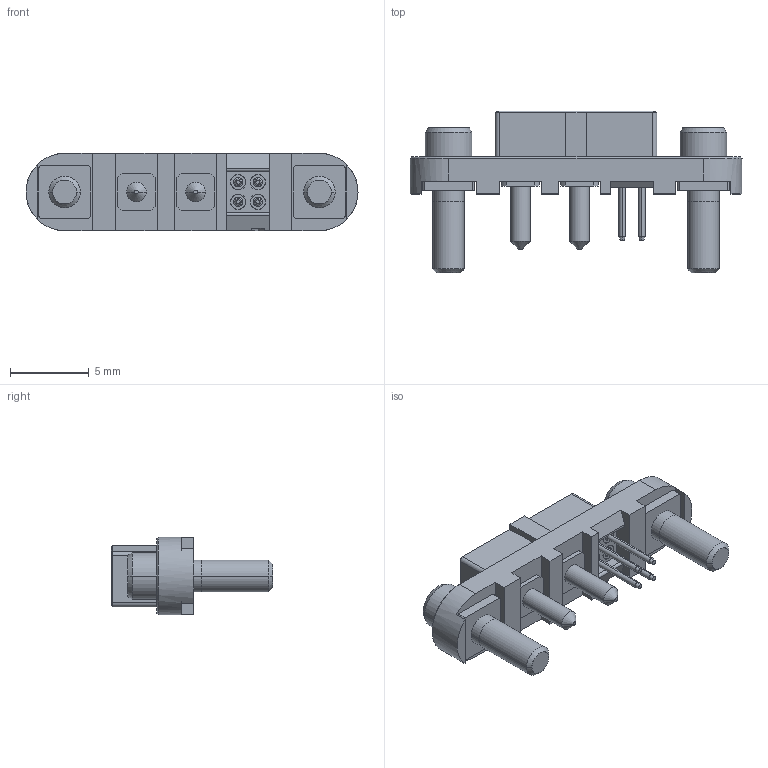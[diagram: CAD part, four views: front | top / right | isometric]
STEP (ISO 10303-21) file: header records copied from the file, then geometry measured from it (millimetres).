
FILE_DESCRIPTION((''),'2;1');
FILE_NAME('G125-FV104F3-02AB000P_ASM','2022-11-02T11:34:02',('rportlock'),(''),'CREO PARAMETRIC BY PTC INC, 2021404','CREO PARAMETRIC BY PTC INC, 2021404','');
FILE_SCHEMA(('CONFIG_CONTROL_DESIGN','SHAPE_APPEARANCE_LAYERS_GROUPS'));
Length unit declared in the file: millimetre
Products named in the file (6): G125-22196-02-04-00; G125-0700005; G125-0030005; G125-4630000; G125_LASER_HWN; G125-FV104F3-02AB000P_ASM
Assembly tree (10 placements, depth 2):
  G125-FV104F3-02AB000P_ASM
    G125-22196-02-04-00
    G125-0700005  x2
    G125-0030005  x4
    G125-4630000  x2
    G125_LASER_HWN
Bounding box: 21.05 x 10.25 x 4.9 mm (x, y, z)
Volume: 309.2 mm3; surface area: 999.3 mm2
Topology: 13 solids, 17 shells, 996 faces, 2465 edges, 1512 vertices
Faces by surface type: plane 475, cylinder 259, cone 182, bspline 48, torus 32
Entity records: 16774 total; most frequent: CARTESIAN_POINT 2986, DIRECTION 2198, ORIENTED_EDGE 2126, PRESENTATION_STYLE_ASSIGNMENT 1077, STYLED_ITEM 1077, CURVE_STYLE 1067, EDGE_CURVE 1067, AXIS2_PLACEMENT_3D 780
